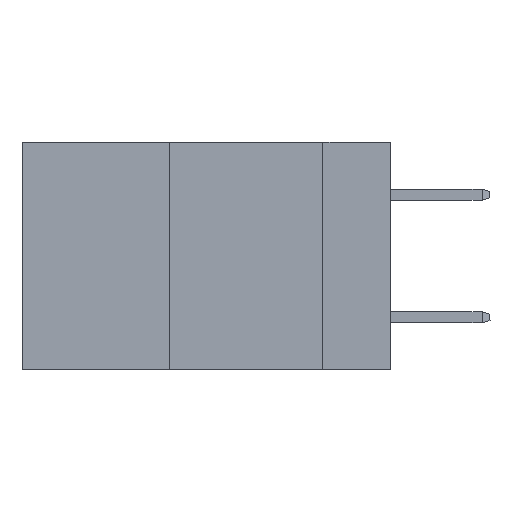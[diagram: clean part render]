
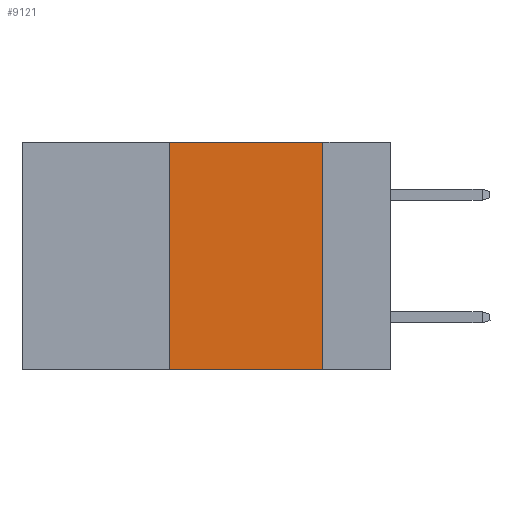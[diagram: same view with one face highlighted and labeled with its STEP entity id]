
A CAD part, left-side view. The second image highlights one B-rep face of the part: STEP entity #9121.
In plain terms, the highlighted planar face has unit normal (-1, 0, 0).
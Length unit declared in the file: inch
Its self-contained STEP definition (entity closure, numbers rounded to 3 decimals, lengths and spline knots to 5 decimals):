
#679 = DIRECTION ( 'NONE',  ( 1., 0., 0. ) ) ;
#826 = EDGE_CURVE ( 'NONE', #20714, #20473, #3721, .T. ) ;
#840 = CARTESIAN_POINT ( 'NONE',  ( 0., 0.6, -0.37 ) ) ;
#978 = LINE ( 'NONE', #1139, #4927 ) ;
#1139 = CARTESIAN_POINT ( 'NONE',  ( 0., 0.11, 0. ) ) ;
#1174 = LINE ( 'NONE', #9518, #5118 ) ;
#2860 = DIRECTION ( 'NONE',  ( 0., 0., -1. ) ) ;
#3101 = LINE ( 'NONE', #840, #8011 ) ;
#3128 = EDGE_CURVE ( 'NONE', #17413, #12928, #978, .T. ) ;
#3186 = VECTOR ( 'NONE', #17387, 39.37008 ) ;
#3721 = LINE ( 'NONE', #15402, #3186 ) ;
#4927 = VECTOR ( 'NONE', #2860, 39.37008 ) ;
#5118 = VECTOR ( 'NONE', #11122, 39.37008 ) ;
#6421 = CARTESIAN_POINT ( 'NONE',  ( 0., 0.36, -0.37 ) ) ;
#7528 = ORIENTED_EDGE ( 'NONE', *, *, #826, .F. ) ;
#8011 = VECTOR ( 'NONE', #12345, 39.37008 ) ;
#8639 = ORIENTED_EDGE ( 'NONE', *, *, #20633, .F. ) ;
#8675 = ORIENTED_EDGE ( 'NONE', *, *, #3128, .F. ) ;
#8711 = EDGE_LOOP ( 'NONE', ( #8675, #8639, #7528, #9539 ) ) ;
#8999 = CARTESIAN_POINT ( 'NONE',  ( 0., 0.6, 0. ) ) ;
#9121 = ADVANCED_FACE ( 'NONE', ( #12914 ), #18434, .F. ) ;
#9518 = CARTESIAN_POINT ( 'NONE',  ( 0., 0.6, 0. ) ) ;
#9539 = ORIENTED_EDGE ( 'NONE', *, *, #16480, .T. ) ;
#9948 = CARTESIAN_POINT ( 'NONE',  ( 0., 0.11, 0. ) ) ;
#11122 = DIRECTION ( 'NONE',  ( 0., -1., 0. ) ) ;
#11229 = CARTESIAN_POINT ( 'NONE',  ( 0., 0.11, -0.37 ) ) ;
#12199 = DIRECTION ( 'NONE',  ( 0., 0., -1. ) ) ;
#12345 = DIRECTION ( 'NONE',  ( 0., -1., 0. ) ) ;
#12914 = FACE_OUTER_BOUND ( 'NONE', #8711, .T. ) ;
#12928 = VERTEX_POINT ( 'NONE', #11229 ) ;
#15402 = CARTESIAN_POINT ( 'NONE',  ( 0., 0.36, 0. ) ) ;
#16480 = EDGE_CURVE ( 'NONE', #20714, #12928, #3101, .T. ) ;
#17027 = CARTESIAN_POINT ( 'NONE',  ( 0., 0.36, 0. ) ) ;
#17387 = DIRECTION ( 'NONE',  ( 0., 0., 1. ) ) ;
#17413 = VERTEX_POINT ( 'NONE', #9948 ) ;
#18434 = PLANE ( 'NONE',  #20694 ) ;
#20473 = VERTEX_POINT ( 'NONE', #17027 ) ;
#20633 = EDGE_CURVE ( 'NONE', #20473, #17413, #1174, .T. ) ;
#20694 = AXIS2_PLACEMENT_3D ( 'NONE', #8999, #679, #12199 ) ;
#20714 = VERTEX_POINT ( 'NONE', #6421 ) ;
